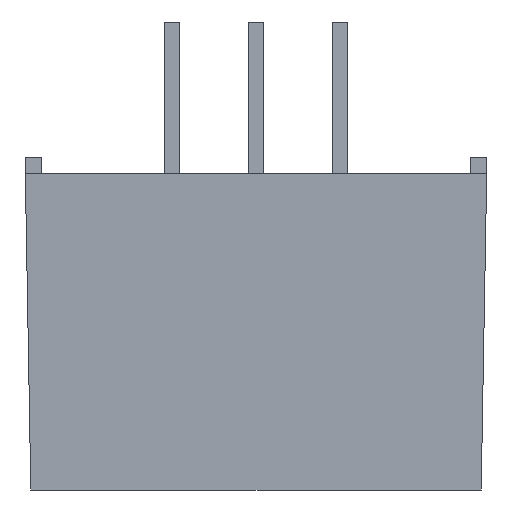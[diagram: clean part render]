
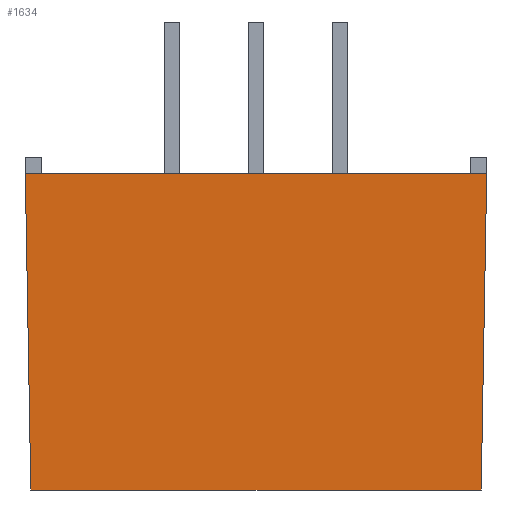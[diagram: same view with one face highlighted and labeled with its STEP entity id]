
A CAD part, front view. The second image highlights one B-rep face of the part: STEP entity #1634.
In plain terms, the highlighted planar face has unit normal (0, -1, -0.018).
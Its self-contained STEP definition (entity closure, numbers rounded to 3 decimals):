
#1 = VECTOR ( 'NONE', #390, 1000. ) ;
#22 = CARTESIAN_POINT ( 'NONE',  ( -7., -3.75, 9.6 ) ) ;
#23 = LINE ( 'NONE', #399, #1 ) ;
#38 = DIRECTION ( 'NONE',  ( 0., -1., -0.017 ) ) ;
#79 = CARTESIAN_POINT ( 'NONE',  ( -6.5, -3.75, 9.6 ) ) ;
#83 = DIRECTION ( 'NONE',  ( 0.017, -0.017, 1. ) ) ;
#92 = CARTESIAN_POINT ( 'NONE',  ( 6.832, -3.582, 0. ) ) ;
#102 = EDGE_CURVE ( 'NONE', #1565, #844, #23, .T. ) ;
#168 = CARTESIAN_POINT ( 'NONE',  ( 7., -3.75, 9.6 ) ) ;
#192 = EDGE_CURVE ( 'NONE', #917, #1565, #1575, .T. ) ;
#275 = DIRECTION ( 'NONE',  ( 0.017, 0.017, -1. ) ) ;
#292 = EDGE_CURVE ( 'NONE', #1447, #917, #1469, .T. ) ;
#390 = DIRECTION ( 'NONE',  ( -1., 0., 0. ) ) ;
#399 = CARTESIAN_POINT ( 'NONE',  ( -7., -3.75, 9.6 ) ) ;
#465 = EDGE_LOOP ( 'NONE', ( #943, #530, #889, #1450, #753, #1138 ) ) ;
#484 = VERTEX_POINT ( 'NONE', #600 ) ;
#530 = ORIENTED_EDGE ( 'NONE', *, *, #1407, .T. ) ;
#565 = CARTESIAN_POINT ( 'NONE',  ( -6.832, -3.582, 0. ) ) ;
#566 = LINE ( 'NONE', #746, #571 ) ;
#571 = VECTOR ( 'NONE', #1622, 1000. ) ;
#600 = CARTESIAN_POINT ( 'NONE',  ( -7., -3.75, 9.6 ) ) ;
#609 = FACE_OUTER_BOUND ( 'NONE', #465, .T. ) ;
#689 = VERTEX_POINT ( 'NONE', #79 ) ;
#743 = VECTOR ( 'NONE', #873, 1000. ) ;
#746 = CARTESIAN_POINT ( 'NONE',  ( -7., -3.75, 9.6 ) ) ;
#753 = ORIENTED_EDGE ( 'NONE', *, *, #102, .T. ) ;
#766 = LINE ( 'NONE', #22, #743 ) ;
#826 = CARTESIAN_POINT ( 'NONE',  ( 6.832, -3.582, 0. ) ) ;
#844 = VERTEX_POINT ( 'NONE', #1096 ) ;
#873 = DIRECTION ( 'NONE',  ( -1., 0., 0. ) ) ;
#888 = PLANE ( 'NONE',  #1058 ) ;
#889 = ORIENTED_EDGE ( 'NONE', *, *, #292, .T. ) ;
#917 = VERTEX_POINT ( 'NONE', #826 ) ;
#943 = ORIENTED_EDGE ( 'NONE', *, *, #1556, .T. ) ;
#1038 = DIRECTION ( 'NONE',  ( 0., 0.017, -1. ) ) ;
#1058 = AXIS2_PLACEMENT_3D ( 'NONE', #1400, #38, #1038 ) ;
#1077 = LINE ( 'NONE', #1127, #1104 ) ;
#1096 = CARTESIAN_POINT ( 'NONE',  ( 6.5, -3.75, 9.6 ) ) ;
#1104 = VECTOR ( 'NONE', #275, 1000. ) ;
#1108 = DIRECTION ( 'NONE',  ( 1., 0., 0. ) ) ;
#1127 = CARTESIAN_POINT ( 'NONE',  ( -7., -3.75, 9.6 ) ) ;
#1129 = CARTESIAN_POINT ( 'NONE',  ( -7., -3.582, 0. ) ) ;
#1138 = ORIENTED_EDGE ( 'NONE', *, *, #1629, .T. ) ;
#1400 = CARTESIAN_POINT ( 'NONE',  ( -7., -3.75, 9.6 ) ) ;
#1407 = EDGE_CURVE ( 'NONE', #484, #1447, #1077, .T. ) ;
#1447 = VERTEX_POINT ( 'NONE', #565 ) ;
#1450 = ORIENTED_EDGE ( 'NONE', *, *, #192, .T. ) ;
#1469 = LINE ( 'NONE', #1129, #1500 ) ;
#1500 = VECTOR ( 'NONE', #1108, 1000. ) ;
#1556 = EDGE_CURVE ( 'NONE', #689, #484, #766, .T. ) ;
#1565 = VERTEX_POINT ( 'NONE', #168 ) ;
#1575 = LINE ( 'NONE', #92, #1624 ) ;
#1622 = DIRECTION ( 'NONE',  ( -1., 0., 0. ) ) ;
#1624 = VECTOR ( 'NONE', #83, 1000. ) ;
#1629 = EDGE_CURVE ( 'NONE', #844, #689, #566, .T. ) ;
#1634 = ADVANCED_FACE ( 'NONE', ( #609 ), #888, .T. ) ;
